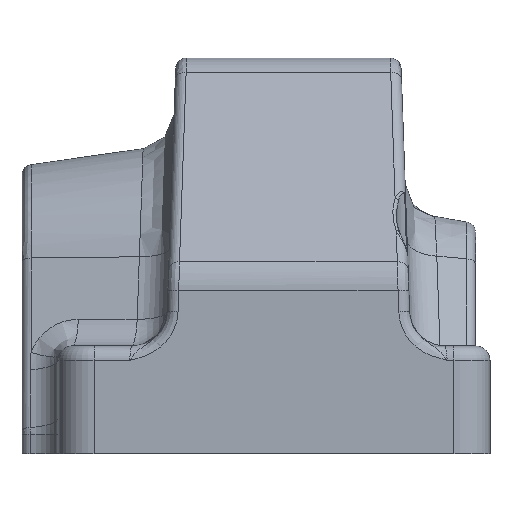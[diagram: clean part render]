
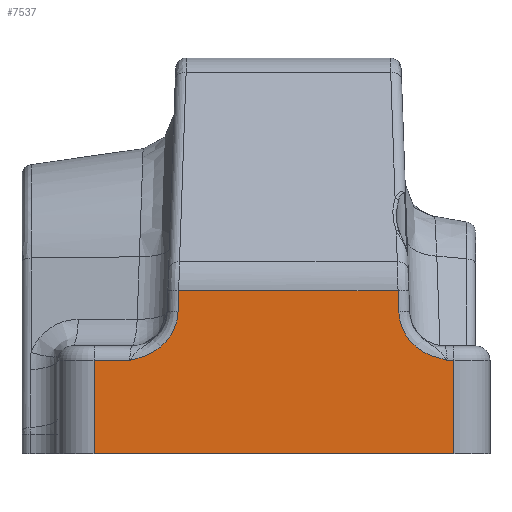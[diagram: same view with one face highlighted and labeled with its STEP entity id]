
A CAD part, left-side view. The second image highlights one B-rep face of the part: STEP entity #7537.
In plain terms, the highlighted planar face has unit normal (-1, 0, 0).
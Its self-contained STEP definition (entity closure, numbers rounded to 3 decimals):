
#67 = CARTESIAN_POINT ( 'NONE',  ( -43., -18.54, 56.782 ) ) ;
#85 = CARTESIAN_POINT ( 'NONE',  ( -43., 12.151, 22.697 ) ) ;
#90 = CARTESIAN_POINT ( 'NONE',  ( -43., -20.336, 17.449 ) ) ;
#91 = CARTESIAN_POINT ( 'NONE',  ( -43., -20.605, 16.86 ) ) ;
#92 = CARTESIAN_POINT ( 'NONE',  ( -43., -20.821, 16.49 ) ) ;
#93 = CARTESIAN_POINT ( 'NONE',  ( -43., -21.324, 15.79 ) ) ;
#98 = CARTESIAN_POINT ( 'NONE',  ( -43., -21.613, 15.461 ) ) ;
#99 = CARTESIAN_POINT ( 'NONE',  ( -43., -22.578, 14.607 ) ) ;
#101 = CARTESIAN_POINT ( 'NONE',  ( -43., -23.305, 14.137 ) ) ;
#102 = CARTESIAN_POINT ( 'NONE',  ( -43., -23.691, 13.935 ) ) ;
#103 = DIRECTION ( 'NONE',  ( 0., 0.035, -0.999 ) ) ;
#104 = CARTESIAN_POINT ( 'NONE',  ( -43., 9.63, 54.201 ) ) ;
#105 = CARTESIAN_POINT ( 'NONE',  ( -43., -22.239, 14.871 ) ) ;
#106 = CARTESIAN_POINT ( 'NONE',  ( -43., -24.897, 13.449 ) ) ;
#107 = CARTESIAN_POINT ( 'NONE',  ( -43., -25.729, 13.205 ) ) ;
#108 = CARTESIAN_POINT ( 'NONE',  ( -43., 17.573, 13. ) ) ;
#109 = CARTESIAN_POINT ( 'NONE',  ( -43., 17.364, 13.051 ) ) ;
#110 = CARTESIAN_POINT ( 'NONE',  ( -43., 17.151, 13.102 ) ) ;
#111 = CARTESIAN_POINT ( 'NONE',  ( -43., 16.731, 13.21 ) ) ;
#112 = CARTESIAN_POINT ( 'NONE',  ( -43., -26.151, 13.102 ) ) ;
#113 = CARTESIAN_POINT ( 'NONE',  ( -43., 10.906, 18.894 ) ) ;
#114 = CARTESIAN_POINT ( 'NONE',  ( -43., 16.521, 13.266 ) ) ;
#115 = CARTESIAN_POINT ( 'NONE',  ( -43., -19.833, 19.755 ) ) ;
#116 = CARTESIAN_POINT ( 'NONE',  ( -43., -19.848, 19.32 ) ) ;
#117 = CARTESIAN_POINT ( 'NONE',  ( -43., -19.906, 18.894 ) ) ;
#118 = CARTESIAN_POINT ( 'NONE',  ( -43., 15.897, 13.449 ) ) ;
#119 = CARTESIAN_POINT ( 'NONE',  ( -43., -24.486, 13.591 ) ) ;
#120 = CARTESIAN_POINT ( 'NONE',  ( -43., 15.486, 13.591 ) ) ;
#121 = CARTESIAN_POINT ( 'NONE',  ( -43., 14.691, 13.935 ) ) ;
#122 = CARTESIAN_POINT ( 'NONE',  ( -43., 14.305, 14.137 ) ) ;
#123 = CARTESIAN_POINT ( 'NONE',  ( -43., -26.573, 13. ) ) ;
#124 = CARTESIAN_POINT ( 'NONE',  ( -43., 10.848, 19.32 ) ) ;
#125 = CARTESIAN_POINT ( 'NONE',  ( -43., -20.054, 18.268 ) ) ;
#126 = CARTESIAN_POINT ( 'NONE',  ( -43., -20.114, 18.061 ) ) ;
#127 = CARTESIAN_POINT ( 'NONE',  ( -43., -20.255, 17.652 ) ) ;
#128 = CARTESIAN_POINT ( 'NONE',  ( -43., 13.578, 14.607 ) ) ;
#129 = CARTESIAN_POINT ( 'NONE',  ( -43., 13.239, 14.871 ) ) ;
#130 = CARTESIAN_POINT ( 'NONE',  ( -43., 12.613, 15.461 ) ) ;
#131 = CARTESIAN_POINT ( 'NONE',  ( -43., 12.324, 15.79 ) ) ;
#132 = CARTESIAN_POINT ( 'NONE',  ( -43., 11.821, 16.49 ) ) ;
#133 = CARTESIAN_POINT ( 'NONE',  ( -43., 11.605, 16.86 ) ) ;
#134 = CARTESIAN_POINT ( 'NONE',  ( -43., 11.336, 17.449 ) ) ;
#135 = CARTESIAN_POINT ( 'NONE',  ( -43., 11.255, 17.652 ) ) ;
#136 = CARTESIAN_POINT ( 'NONE',  ( -43., 11.114, 18.061 ) ) ;
#137 = CARTESIAN_POINT ( 'NONE',  ( -43., 11.054, 18.268 ) ) ;
#139 = CARTESIAN_POINT ( 'NONE',  ( -43., 10.833, 19.755 ) ) ;
#141 = DIRECTION ( 'NONE',  ( 0., 1., 0. ) ) ;
#142 = CARTESIAN_POINT ( 'NONE',  ( -43., 22.5, 13. ) ) ;
#143 = DIRECTION ( 'NONE',  ( 0., 0.035, 0.999 ) ) ;
#144 = DIRECTION ( 'NONE',  ( 0., 0., -1. ) ) ;
#145 = CARTESIAN_POINT ( 'NONE',  ( -43., -21.5, 13. ) ) ;
#146 = CARTESIAN_POINT ( 'NONE',  ( -43., 22.5, 55. ) ) ;
#147 = DIRECTION ( 'NONE',  ( 0., 0., 1. ) ) ;
#148 = CARTESIAN_POINT ( 'NONE',  ( -43., -27.5, 55. ) ) ;
#149 = DIRECTION ( 'NONE',  ( 0., 1., 0. ) ) ;
#150 = DIRECTION ( 'NONE',  ( 0., 1., 0. ) ) ;
#1064 = CARTESIAN_POINT ( 'NONE',  ( -43., 17.573, 13. ) ) ;
#1072 = CARTESIAN_POINT ( 'NONE',  ( -43., -19.833, 19.755 ) ) ;
#1076 = CARTESIAN_POINT ( 'NONE',  ( -43., 22.5, 13. ) ) ;
#1082 = CARTESIAN_POINT ( 'NONE',  ( -43., -19.73, 22.697 ) ) ;
#1096 = CARTESIAN_POINT ( 'NONE',  ( -43., -26.573, 13. ) ) ;
#2553 = FACE_OUTER_BOUND ( 'NONE', #6107, .T. ) ;
#2754 = EDGE_CURVE ( 'NONE', #14942, #6471, #5897, .T. ) ;
#2755 = EDGE_CURVE ( 'NONE', #14915, #14942, #5898, .T. ) ;
#2756 = EDGE_CURVE ( 'NONE', #14956, #14915, #8850, .T. ) ;
#2757 = EDGE_CURVE ( 'NONE', #6444, #14956, #5896, .T. ) ;
#2758 = EDGE_CURVE ( 'NONE', #7497, #6444, #5891, .T. ) ;
#2759 = EDGE_CURVE ( 'NONE', #14932, #7479, #5890, .T. ) ;
#2760 = EDGE_CURVE ( 'NONE', #14898, #14932, #5888, .T. ) ;
#2761 = EDGE_CURVE ( 'NONE', #6447, #14898, #8848, .T. ) ;
#2762 = EDGE_CURVE ( 'NONE', #6471, #6447, #5892, .T. ) ;
#2921 = AXIS2_PLACEMENT_3D ( 'NONE', #13199, #13200, #13201 ) ;
#4164 = DIRECTION ( 'NONE',  ( 0., -1., 0. ) ) ;
#4166 = CARTESIAN_POINT ( 'NONE',  ( -43., 32.5, 0. ) ) ;
#4684 = EDGE_CURVE ( 'NONE', #7479, #7497, #5650, .T. ) ;
#5647 = VECTOR ( 'NONE', #4164, 1000. ) ;
#5650 = LINE ( 'NONE', #4166, #5647 ) ;
#5885 = VECTOR ( 'NONE', #141, 1000. ) ;
#5886 = VECTOR ( 'NONE', #103, 1000. ) ;
#5887 = VECTOR ( 'NONE', #144, 1000. ) ;
#5888 = LINE ( 'NONE', #142, #5885 ) ;
#5889 = VECTOR ( 'NONE', #147, 1000. ) ;
#5890 = LINE ( 'NONE', #146, #5887 ) ;
#5891 = LINE ( 'NONE', #148, #5889 ) ;
#5892 = LINE ( 'NONE', #104, #5886 ) ;
#5893 = VECTOR ( 'NONE', #143, 1000. ) ;
#5894 = VECTOR ( 'NONE', #150, 1000. ) ;
#5895 = VECTOR ( 'NONE', #149, 1000. ) ;
#5896 = LINE ( 'NONE', #145, #5894 ) ;
#5897 = LINE ( 'NONE', #85, #5895 ) ;
#5898 = LINE ( 'NONE', #67, #5893 ) ;
#6107 = EDGE_LOOP ( 'NONE', ( #14102, #14091, #14070, #14069, #14068, #14066, #14065, #14063, #14062, #14061 ) ) ;
#6444 = VERTEX_POINT ( 'NONE', #9996 ) ;
#6447 = VERTEX_POINT ( 'NONE', #9999 ) ;
#6471 = VERTEX_POINT ( 'NONE', #10023 ) ;
#7479 = VERTEX_POINT ( 'NONE', #10442 ) ;
#7497 = VERTEX_POINT ( 'NONE', #13112 ) ;
#7537 = ADVANCED_FACE ( 'NONE', ( #2553 ), #13197, .F. ) ;
#8848 = B_SPLINE_CURVE_WITH_KNOTS ( 'NONE', 3,
 ( #139, #124, #113, #137, #136, #135, #134, #133, #132, #131, #130, #129, #128, #122, #121, #120, #118, #114, #111, #110, #109, #108 ),
 .UNSPECIFIED., .F., .F.,
 ( 4, 2, 2, 2, 2, 2, 2, 2, 2, 2, 4 ),
 ( 0., 0.001, 0.002, 0.003, 0.004, 0.005, 0.006, 0.008, 0.009, 0.01, 0.01 ),
 .UNSPECIFIED. ) ;
#8850 = B_SPLINE_CURVE_WITH_KNOTS ( 'NONE', 3,
 ( #123, #112, #107, #106, #119, #102, #101, #99, #105, #98, #93, #92, #91, #90, #127, #126, #125, #117, #116, #115 ),
 .UNSPECIFIED., .F., .F.,
 ( 4, 2, 2, 2, 2, 2, 2, 2, 2, 4 ),
 ( 0., 0.001, 0.003, 0.004, 0.005, 0.006, 0.008, 0.008, 0.009, 0.01 ),
 .UNSPECIFIED. ) ;
#9996 = CARTESIAN_POINT ( 'NONE',  ( -43., -27.5, 13. ) ) ;
#9999 = CARTESIAN_POINT ( 'NONE',  ( -43., 10.833, 19.755 ) ) ;
#10023 = CARTESIAN_POINT ( 'NONE',  ( -43., 10.73, 22.697 ) ) ;
#10442 = CARTESIAN_POINT ( 'NONE',  ( -43., 22.5, 0. ) ) ;
#13112 = CARTESIAN_POINT ( 'NONE',  ( -43., -27.5, 0. ) ) ;
#13197 = PLANE ( 'NONE',  #2921 ) ;
#13199 = CARTESIAN_POINT ( 'NONE',  ( -43., 32.5, 55. ) ) ;
#13200 = DIRECTION ( 'NONE',  ( 1., 0., 0. ) ) ;
#13201 = DIRECTION ( 'NONE',  ( 0., 1., 0. ) ) ;
#14061 = ORIENTED_EDGE ( 'NONE', *, *, #2754, .T. ) ;
#14062 = ORIENTED_EDGE ( 'NONE', *, *, #2755, .T. ) ;
#14063 = ORIENTED_EDGE ( 'NONE', *, *, #2756, .T. ) ;
#14065 = ORIENTED_EDGE ( 'NONE', *, *, #2757, .T. ) ;
#14066 = ORIENTED_EDGE ( 'NONE', *, *, #2758, .T. ) ;
#14068 = ORIENTED_EDGE ( 'NONE', *, *, #4684, .T. ) ;
#14069 = ORIENTED_EDGE ( 'NONE', *, *, #2759, .T. ) ;
#14070 = ORIENTED_EDGE ( 'NONE', *, *, #2760, .T. ) ;
#14091 = ORIENTED_EDGE ( 'NONE', *, *, #2761, .T. ) ;
#14102 = ORIENTED_EDGE ( 'NONE', *, *, #2762, .T. ) ;
#14898 = VERTEX_POINT ( 'NONE', #1064 ) ;
#14915 = VERTEX_POINT ( 'NONE', #1072 ) ;
#14932 = VERTEX_POINT ( 'NONE', #1076 ) ;
#14942 = VERTEX_POINT ( 'NONE', #1082 ) ;
#14956 = VERTEX_POINT ( 'NONE', #1096 ) ;
